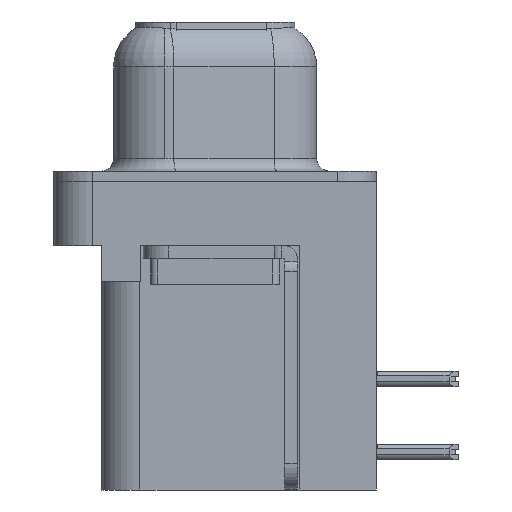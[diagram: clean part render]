
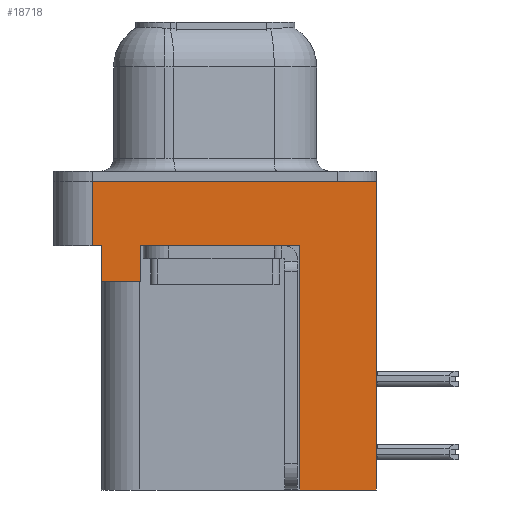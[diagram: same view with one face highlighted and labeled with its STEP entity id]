
A CAD part, left-side view. The second image highlights one B-rep face of the part: STEP entity #18718.
In plain terms, the highlighted planar face has unit normal (-1, 0, 0).
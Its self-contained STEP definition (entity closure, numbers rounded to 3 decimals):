
#226 = AXIS2_PLACEMENT_3D ( 'NONE', #18568, #20267, #14775 ) ;
#707 = ORIENTED_EDGE ( 'NONE', *, *, #19356, .T. ) ;
#779 = LINE ( 'NONE', #21155, #16390 ) ;
#824 = EDGE_CURVE ( 'NONE', #11388, #15626, #5046, .T. ) ;
#892 = CARTESIAN_POINT ( 'NONE',  ( -2.91, 4.775, -2.5 ) ) ;
#1062 = CARTESIAN_POINT ( 'NONE',  ( -2.91, 4.425, -3.9 ) ) ;
#1647 = CARTESIAN_POINT ( 'NONE',  ( -2.91, -6.275, -2.5 ) ) ;
#1772 = VECTOR ( 'NONE', #5709, 1000. ) ;
#2095 = EDGE_CURVE ( 'NONE', #6055, #18878, #21096, .T. ) ;
#2312 = VECTOR ( 'NONE', #2520, 1000. ) ;
#2520 = DIRECTION ( 'NONE',  ( 0., 0., 1. ) ) ;
#2611 = VERTEX_POINT ( 'NONE', #22686 ) ;
#2651 = PLANE ( 'NONE',  #226 ) ;
#3323 = ORIENTED_EDGE ( 'NONE', *, *, #11026, .T. ) ;
#3499 = LINE ( 'NONE', #17263, #21386 ) ;
#3764 = LINE ( 'NONE', #4846, #18480 ) ;
#4171 = VECTOR ( 'NONE', #14183, 1000. ) ;
#4430 = VERTEX_POINT ( 'NONE', #18628 ) ;
#4511 = CARTESIAN_POINT ( 'NONE',  ( -2.91, -6.275, -12. ) ) ;
#4546 = CARTESIAN_POINT ( 'NONE',  ( -2.91, 2.895, -3.9 ) ) ;
#4831 = CARTESIAN_POINT ( 'NONE',  ( -2.91, 4.425, -2.5 ) ) ;
#4846 = CARTESIAN_POINT ( 'NONE',  ( -2.91, -6.275, -2.5 ) ) ;
#4858 = LINE ( 'NONE', #8131, #2312 ) ;
#5046 = LINE ( 'NONE', #11028, #5885 ) ;
#5314 = VERTEX_POINT ( 'NONE', #4831 ) ;
#5470 = VERTEX_POINT ( 'NONE', #10664 ) ;
#5645 = DIRECTION ( 'NONE',  ( 0., 1., 0. ) ) ;
#5709 = DIRECTION ( 'NONE',  ( 0., 1., 0. ) ) ;
#5885 = VECTOR ( 'NONE', #5645, 1000. ) ;
#6055 = VERTEX_POINT ( 'NONE', #23213 ) ;
#6315 = ORIENTED_EDGE ( 'NONE', *, *, #13426, .F. ) ;
#6929 = ORIENTED_EDGE ( 'NONE', *, *, #19557, .F. ) ;
#7461 = EDGE_CURVE ( 'NONE', #18909, #5314, #3499, .T. ) ;
#8131 = CARTESIAN_POINT ( 'NONE',  ( -2.91, -3.295, -12. ) ) ;
#8458 = LINE ( 'NONE', #11013, #10993 ) ;
#8840 = EDGE_CURVE ( 'NONE', #11388, #4430, #3764, .T. ) ;
#9244 = DIRECTION ( 'NONE',  ( 0., 0., 1. ) ) ;
#9606 = CARTESIAN_POINT ( 'NONE',  ( -2.91, -3.295, -12. ) ) ;
#9728 = DIRECTION ( 'NONE',  ( 0., 0., 1. ) ) ;
#9845 = ORIENTED_EDGE ( 'NONE', *, *, #7461, .T. ) ;
#10247 = EDGE_CURVE ( 'NONE', #15626, #5470, #4858, .T. ) ;
#10268 = DIRECTION ( 'NONE',  ( 0., 0., 1. ) ) ;
#10664 = CARTESIAN_POINT ( 'NONE',  ( -2.91, -3.295, -2.5 ) ) ;
#10684 = LINE ( 'NONE', #17967, #4171 ) ;
#10939 = CARTESIAN_POINT ( 'NONE',  ( -2.91, 4.425, -3.9 ) ) ;
#10993 = VECTOR ( 'NONE', #9244, 1000. ) ;
#11013 = CARTESIAN_POINT ( 'NONE',  ( -2.91, 4.425, -3.9 ) ) ;
#11026 = EDGE_CURVE ( 'NONE', #2611, #5470, #16738, .T. ) ;
#11028 = CARTESIAN_POINT ( 'NONE',  ( -2.91, -3.295, -12. ) ) ;
#11118 = CARTESIAN_POINT ( 'NONE',  ( -2.91, 4.775, 0. ) ) ;
#11388 = VERTEX_POINT ( 'NONE', #4511 ) ;
#11582 = ORIENTED_EDGE ( 'NONE', *, *, #2095, .F. ) ;
#11842 = FACE_OUTER_BOUND ( 'NONE', #23342, .T. ) ;
#12319 = DIRECTION ( 'NONE',  ( 0., -1., 0. ) ) ;
#13426 = EDGE_CURVE ( 'NONE', #18878, #5314, #8458, .T. ) ;
#14183 = DIRECTION ( 'NONE',  ( 0., 0., 1. ) ) ;
#14369 = EDGE_CURVE ( 'NONE', #19986, #4430, #779, .T. ) ;
#14382 = DIRECTION ( 'NONE',  ( 0., -1., 0. ) ) ;
#14775 = DIRECTION ( 'NONE',  ( 0., 0., 1. ) ) ;
#15626 = VERTEX_POINT ( 'NONE', #9606 ) ;
#15803 = VECTOR ( 'NONE', #9728, 1000. ) ;
#15835 = ORIENTED_EDGE ( 'NONE', *, *, #14369, .F. ) ;
#16317 = ORIENTED_EDGE ( 'NONE', *, *, #10247, .F. ) ;
#16390 = VECTOR ( 'NONE', #14382, 1000. ) ;
#16738 = LINE ( 'NONE', #1647, #19031 ) ;
#17263 = CARTESIAN_POINT ( 'NONE',  ( -2.91, -6.275, -2.5 ) ) ;
#17326 = DIRECTION ( 'NONE',  ( 0., -1., 0. ) ) ;
#17967 = CARTESIAN_POINT ( 'NONE',  ( -2.91, 4.775, -2.5 ) ) ;
#18480 = VECTOR ( 'NONE', #10268, 1000. ) ;
#18568 = CARTESIAN_POINT ( 'NONE',  ( -2.91, -6.275, -2.5 ) ) ;
#18628 = CARTESIAN_POINT ( 'NONE',  ( -2.91, -6.275, 0. ) ) ;
#18718 = ADVANCED_FACE ( 'NONE', ( #11842 ), #2651, .T. ) ;
#18878 = VERTEX_POINT ( 'NONE', #1062 ) ;
#18909 = VERTEX_POINT ( 'NONE', #892 ) ;
#19031 = VECTOR ( 'NONE', #12319, 1000. ) ;
#19183 = ORIENTED_EDGE ( 'NONE', *, *, #8840, .T. ) ;
#19356 = EDGE_CURVE ( 'NONE', #6055, #2611, #20366, .T. ) ;
#19557 = EDGE_CURVE ( 'NONE', #18909, #19986, #10684, .T. ) ;
#19986 = VERTEX_POINT ( 'NONE', #11118 ) ;
#20267 = DIRECTION ( 'NONE',  ( -1., 0., 0. ) ) ;
#20366 = LINE ( 'NONE', #4546, #15803 ) ;
#21096 = LINE ( 'NONE', #10939, #1772 ) ;
#21155 = CARTESIAN_POINT ( 'NONE',  ( -2.91, -6.275, 0. ) ) ;
#21386 = VECTOR ( 'NONE', #17326, 1000. ) ;
#21840 = ORIENTED_EDGE ( 'NONE', *, *, #824, .F. ) ;
#22686 = CARTESIAN_POINT ( 'NONE',  ( -2.91, 2.895, -2.5 ) ) ;
#23213 = CARTESIAN_POINT ( 'NONE',  ( -2.91, 2.895, -3.9 ) ) ;
#23342 = EDGE_LOOP ( 'NONE', ( #15835, #6929, #9845, #6315, #11582, #707, #3323, #16317, #21840, #19183 ) ) ;
